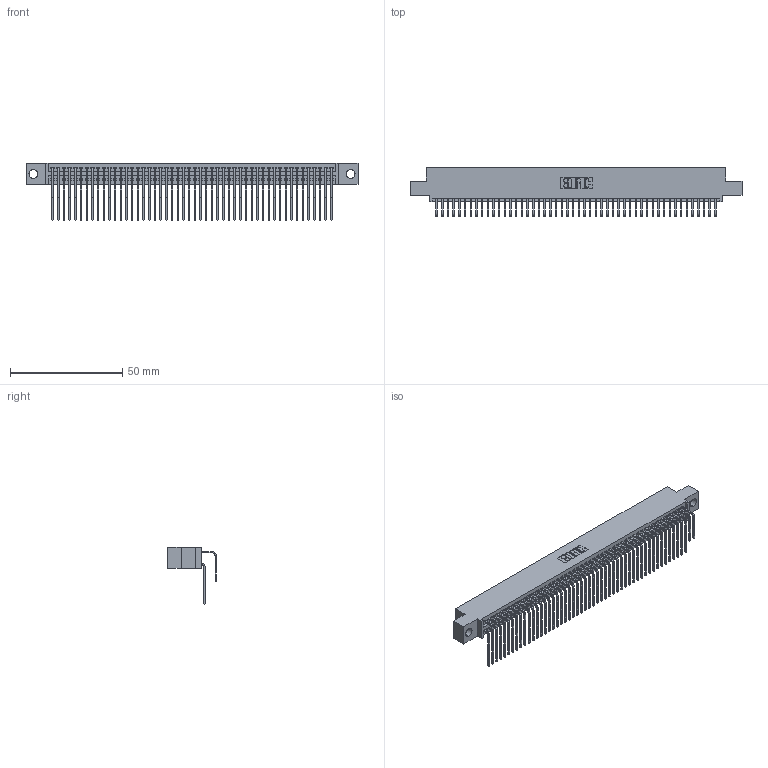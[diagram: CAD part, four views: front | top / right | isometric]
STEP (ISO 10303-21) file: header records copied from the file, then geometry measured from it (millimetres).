
FILE_DESCRIPTION (( 'STEP AP203' ), '1' );
FILE_NAME ('395-100-558-504.STEP', '2018-11-30T03:47:50', ( '' ), ( '' ), 'SwSTEP 2.0', 'SolidWorks 2016', '' );
FILE_SCHEMA (( 'CONFIG_CONTROL_DESIGN' ));
Length unit declared in the file: inch
Products named in the file (4): 395-100-558-504; 345-292-001_558 559 Tail - 1; 345-292-001_558 Tail - 2; 345 Part_0.110 Offset - 0.156 Dia-TH
Assembly tree (101 placements, depth 2):
  395-100-558-504
    345 Part_0.110 Offset - 0.156 Dia-TH
    345-292-001_558 559 Tail - 1  x50
    345-292-001_558 Tail - 2  x50
Bounding box: 148.21 x 21.83 x 25.53 mm (x, y, z)
Volume: 14887.1 mm3; surface area: 24781.2 mm2
Topology: 101 solids, 101 shells, 5330 faces, 15853 edges, 10434 vertices
Faces by surface type: plane 3584, cylinder 1746
Entity records: 39941 total; most frequent: CARTESIAN_POINT 6735, ORIENTED_EDGE 6618, DIRECTION 5901, EDGE_CURVE 3309, VECTOR 2937, LINE 2937, VERTEX_POINT 2202, AXIS2_PLACEMENT_3D 1482
